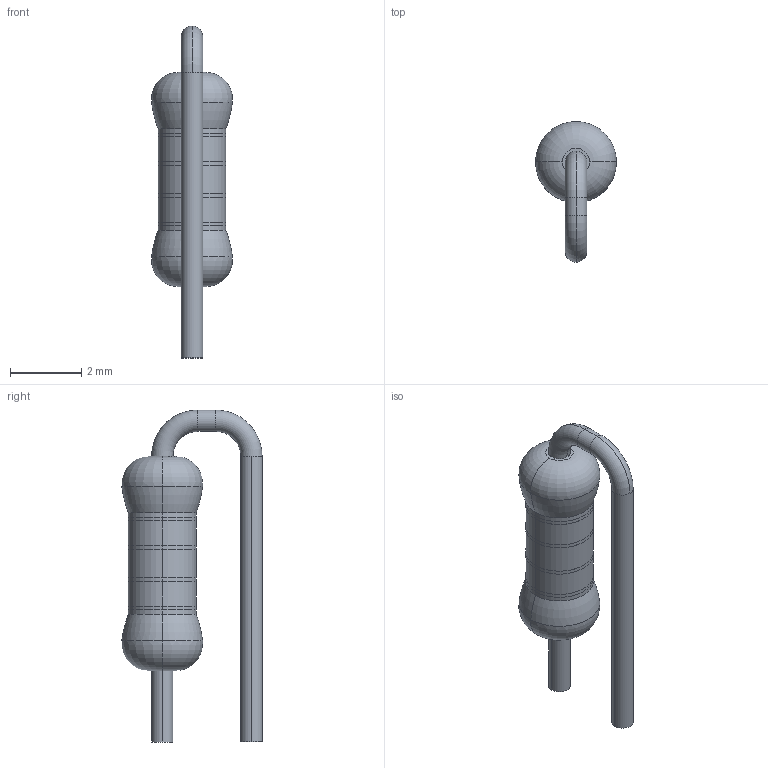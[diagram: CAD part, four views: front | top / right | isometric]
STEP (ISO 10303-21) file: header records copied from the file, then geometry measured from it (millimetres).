
FILE_DESCRIPTION (( 'STEP AP214' ), '1' );
FILE_NAME ('D369BF67-8207-4568-B847-A5DF166F9C95.STEP', '2023-06-16T22:23:26', ( '' ), ( '' ), 'SwSTEP 2.0', 'SolidWorks 2022', '' );
FILE_SCHEMA (( 'AUTOMOTIVE_DESIGN' ));
Length unit declared in the file: millimetre
Products named in the file (1): D369BF67-8207-4568-B847-A5DF166F9C95
Bounding box: 2.27 x 3.93 x 9.3 mm (x, y, z)
Volume: 22.5 mm3; surface area: 67.8 mm2
Topology: 1 solids, 1 shells, 51 faces, 104 edges, 64 vertices
Faces by surface type: cylinder 26, torus 12, plane 11, cone 2
Entity records: 1730 total; most frequent: DIRECTION 284, CARTESIAN_POINT 220, ORIENTED_EDGE 208, AXIS2_PLACEMENT_3D 128, EDGE_CURVE 104, CIRCLE 76, VERTEX_POINT 64, EDGE_LOOP 60
